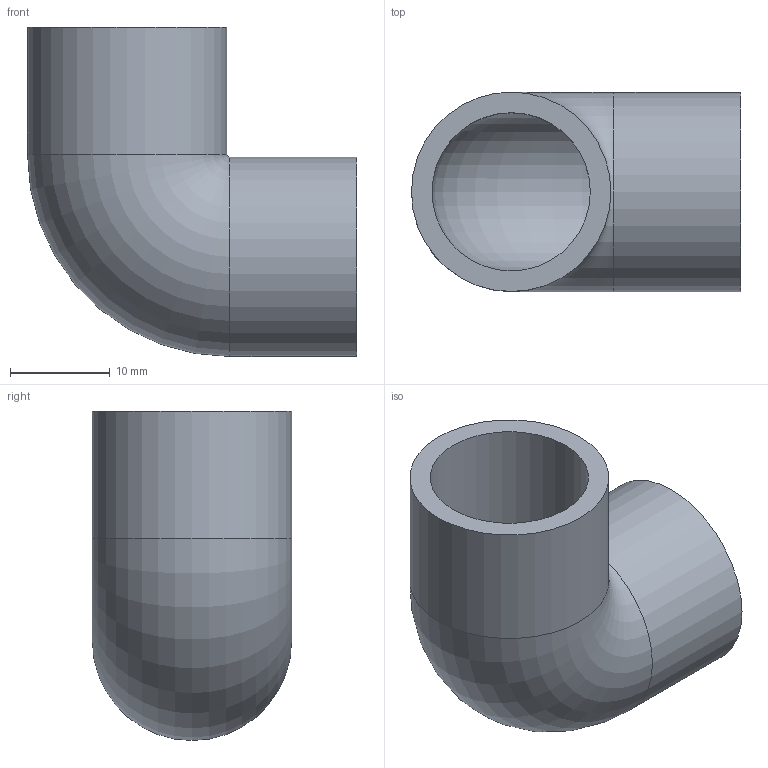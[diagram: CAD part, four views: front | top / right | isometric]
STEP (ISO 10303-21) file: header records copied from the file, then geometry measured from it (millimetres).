
FILE_DESCRIPTION(('FreeCAD Model'),'2;1');
FILE_NAME( 'codo.step', '2016-04-29T22:24:46',('Author'),(''), 'Open CASCADE STEP processor 6.9','FreeCAD','Unknown');
FILE_SCHEMA(('AUTOMOTIVE_DESIGN_CC2 { 1 2 10303 214 -1 1 5 4 }'));
Length unit declared in the file: millimetre
Products named in the file (2): ASSEMBLY; L
Assembly tree (1 placements, depth 2):
  ASSEMBLY
    L
Bounding box: 33 x 20 x 33 mm (x, y, z)
Volume: 4832.6 mm3; surface area: 4918.6 mm2
Topology: 1 solids, 1 shells, 8 faces, 14 edges, 8 vertices
Faces by surface type: cylinder 4, torus 2, plane 2
Full cylindrical faces by diameter (mm): 15.875 x2, 20 x2
Entity records: 421 total; most frequent: DIRECTION 72, CARTESIAN_POINT 60, ORIENTED_EDGE 28, LINE 28, VECTOR 28, PCURVE 28, DEFINITIONAL_REPRESENTATION 28, AXIS2_PLACEMENT_3D 20
